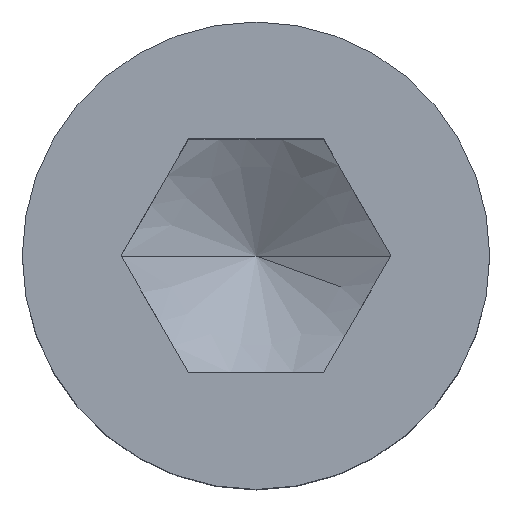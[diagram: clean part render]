
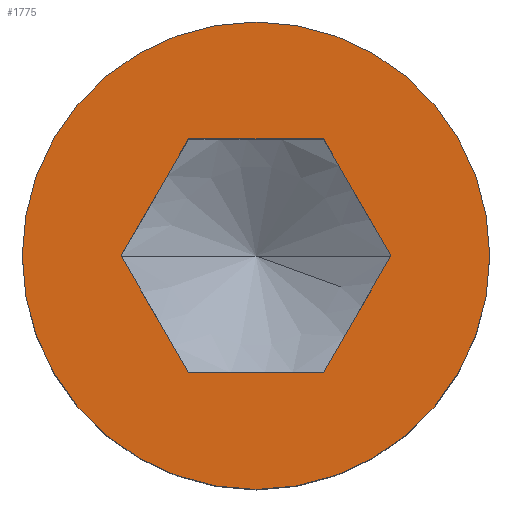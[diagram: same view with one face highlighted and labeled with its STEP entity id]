
A CAD part, top view. The second image highlights one B-rep face of the part: STEP entity #1775.
In plain terms, the highlighted planar face has unit normal (0, 0, 1).
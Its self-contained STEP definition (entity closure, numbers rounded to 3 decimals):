
#697=EDGE_CURVE('',#1451,#1773,#2008,.T.);
#873=VERTEX_POINT('',#2199);
#993=EDGE_CURVE('',#1709,#873,#2332,.T.);
#1007=EDGE_CURVE('',#1201,#1081,#2347,.T.);
#1081=VERTEX_POINT('',#2428);
#1149=EDGE_CURVE('',#1713,#1755,#2505,.T.);
#1201=VERTEX_POINT('',#2560);
#1361=EDGE_CURVE('',#1081,#1713,#2735,.T.);
#1405=EDGE_CURVE('',#1755,#1451,#2784,.T.);
#1451=VERTEX_POINT('',#2835);
#1509=EDGE_CURVE('',#873,#1709,#2903,.T.);
#1557=EDGE_CURVE('',#1773,#1201,#2958,.T.);
#1709=VERTEX_POINT('',#3132);
#1713=VERTEX_POINT('',#3136);
#1755=VERTEX_POINT('',#3185);
#1773=VERTEX_POINT('',#3204);
#1775=ADVANCED_FACE('',(#3206,#3207),#3208,.T.);
#2008=LINE('',#3465,#3466);
#2199=CARTESIAN_POINT('',(-8.,0.,10.));
#2332=CIRCLE('',#3930,8.);
#2347=LINE('',#3954,#3955);
#2428=CARTESIAN_POINT('',(2.309,4.0,10.0));
#2505=LINE('',#4200,#4201);
#2560=CARTESIAN_POINT('',(-2.309,4.0,10.0));
#2735=LINE('',#4519,#4520);
#2784=LINE('',#4587,#4588);
#2835=CARTESIAN_POINT('',(-2.309,-4.0,10.0));
#2903=CIRCLE('',#4767,8.);
#2958=LINE('',#4842,#4843);
#3132=CARTESIAN_POINT('',(8.0,0.,10.));
#3136=CARTESIAN_POINT('',(4.619,0.0,10.0));
#3185=CARTESIAN_POINT('',(2.309,-4.0,10.0));
#3204=CARTESIAN_POINT('',(-4.619,0.0,10.0));
#3206=FACE_BOUND('',#5189,.T.);
#3207=FACE_OUTER_BOUND('',#5190,.T.);
#3208=PLANE('',#5191);
#3465=CARTESIAN_POINT('',(-4.041,-1.,10.0));
#3466=VECTOR('',#5533,1.0);
#3930=AXIS2_PLACEMENT_3D('',#5849,#5850,#5851);
#3954=CARTESIAN_POINT('',(1.155,4.0,10.0));
#3955=VECTOR('',#5864,1.0);
#4200=CARTESIAN_POINT('',(2.887,-3.0,10.0));
#4201=VECTOR('',#6022,1.0);
#4519=CARTESIAN_POINT('',(4.041,1.0,10.0));
#4520=VECTOR('',#6241,1.0);
#4587=CARTESIAN_POINT('',(-1.155,-4.0,10.0));
#4588=VECTOR('',#6295,1.0);
#4767=AXIS2_PLACEMENT_3D('',#6457,#6458,#6459);
#4842=CARTESIAN_POINT('',(-2.887,3.,10.0));
#4843=VECTOR('',#6524,1.0);
#5189=EDGE_LOOP('',(#6870,#6871,#6872,#6873,#6874,#6875));
#5190=EDGE_LOOP('',(#6876,#6877));
#5191=AXIS2_PLACEMENT_3D('',#6878,#6879,#6880);
#5533=DIRECTION('',(-0.5,0.866,0.0));
#5849=CARTESIAN_POINT('',(0.,0.,10.));
#5850=DIRECTION('',(0.0,0.0,1.0));
#5851=DIRECTION('',(-1.0,0.,0.0));
#5864=DIRECTION('',(1.0,0.0,0.0));
#6022=DIRECTION('',(-0.5,-0.866,0.0));
#6241=DIRECTION('',(0.5,-0.866,0.0));
#6295=DIRECTION('',(-1.0,0.0,0.0));
#6457=CARTESIAN_POINT('',(0.,0.,10.));
#6458=DIRECTION('',(0.0,0.0,1.0));
#6459=DIRECTION('',(-1.0,0.,0.0));
#6524=DIRECTION('',(0.5,0.866,0.0));
#6870=ORIENTED_EDGE('',*,*,#697,.T.);
#6871=ORIENTED_EDGE('',*,*,#1557,.T.);
#6872=ORIENTED_EDGE('',*,*,#1007,.T.);
#6873=ORIENTED_EDGE('',*,*,#1361,.T.);
#6874=ORIENTED_EDGE('',*,*,#1149,.T.);
#6875=ORIENTED_EDGE('',*,*,#1405,.T.);
#6876=ORIENTED_EDGE('',*,*,#1509,.T.);
#6877=ORIENTED_EDGE('',*,*,#993,.T.);
#6878=CARTESIAN_POINT('',(-6.31,0.,10.));
#6879=DIRECTION('',(0.0,0.0,1.0));
#6880=DIRECTION('',(-1.0,0.,0.0));
